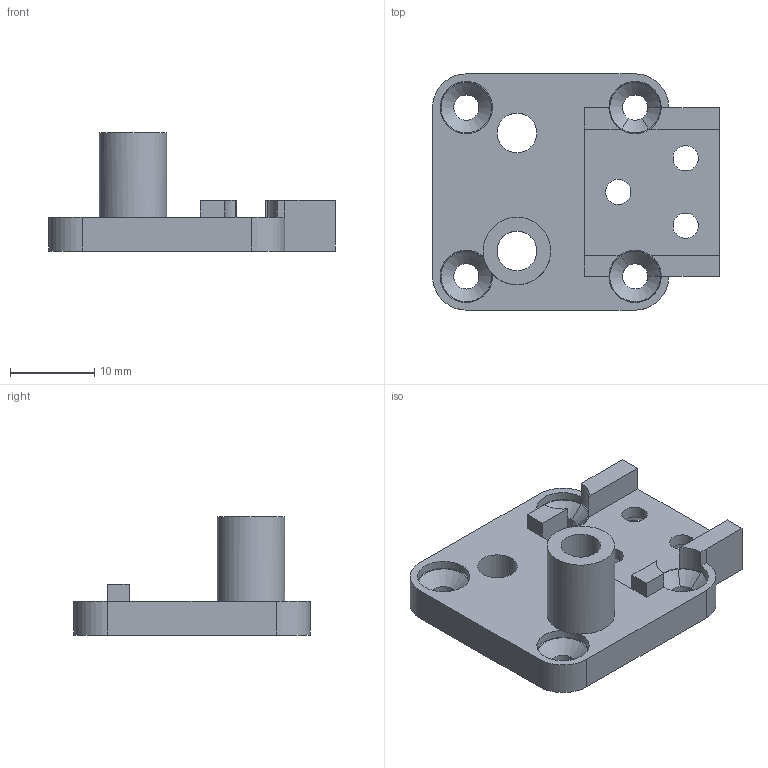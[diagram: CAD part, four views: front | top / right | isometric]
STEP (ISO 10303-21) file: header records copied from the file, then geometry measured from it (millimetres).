
FILE_DESCRIPTION(('FreeCAD Model'),'2;1');
FILE_NAME('Open CASCADE Shape Model','2025-01-08T17:03:24',('Author'),( ''),'Open CASCADE STEP processor 7.8','FreeCAD','Unknown');
FILE_SCHEMA(('AUTOMOTIVE_DESIGN { 1 0 10303 214 1 1 1 1 }'));
Length unit declared in the file: millimetre
Products named in the file (1): Chamfer001
Bounding box: 34 x 28 x 14 mm (x, y, z)
Volume: 3245.2 mm3; surface area: 2985.6 mm2
Topology: 1 solids, 1 shells, 64 faces, 158 edges, 96 vertices
Faces by surface type: plane 32, cylinder 21, cone 9, bspline 2
Full cylindrical faces by diameter (mm): 3 x7, 4.7 x3, 6.2 x2, 8 x1
Entity records: 1970 total; most frequent: CARTESIAN_POINT 371, DIRECTION 338, ORIENTED_EDGE 316, EDGE_CURVE 158, AXIS2_PLACEMENT_3D 123, VERTEX_POINT 96, LINE 92, VECTOR 92
